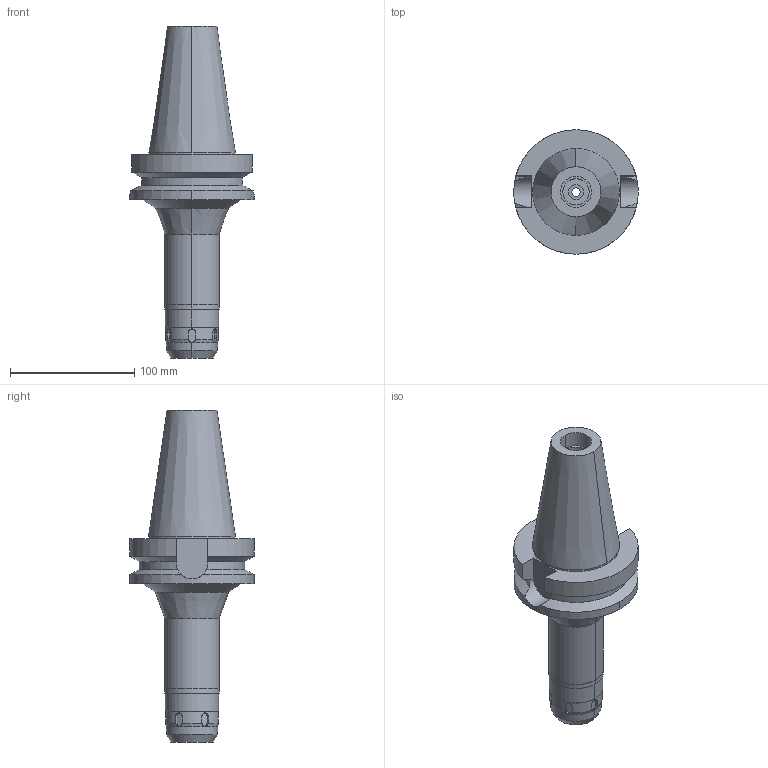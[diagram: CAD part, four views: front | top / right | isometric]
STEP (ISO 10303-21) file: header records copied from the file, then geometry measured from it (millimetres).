
FILE_DESCRIPTION((''),'2;1');
FILE_NAME('BBT50-HMC16S-165','2018-06-13T',('ykawabe'),(''),'CREO PARAMETRIC BY PTC INC, 2016380','CREO PARAMETRIC BY PTC INC, 2016380','');
FILE_SCHEMA(('AUTOMOTIVE_DESIGN { 1 0 10303 214 1 1 1 1 }'));
Length unit declared in the file: millimetre
Products named in the file (1): BBT50-HMC16S-165
Bounding box: 100 x 100 x 266.8 mm (x, y, z)
Volume: 641109.1 mm3; surface area: 76167.1 mm2
Topology: 1 solids, 1 shells, 100 faces, 285 edges, 195 vertices
Faces by surface type: cylinder 42, plane 34, cone 24
Entity records: 4555 total; most frequent: CARTESIAN_POINT 879, ORIENTED_EDGE 570, DIRECTION 546, PRESENTATION_STYLE_ASSIGNMENT 290, STYLED_ITEM 290, CURVE_STYLE 289, EDGE_CURVE 285, AXIS2_PLACEMENT_3D 219
